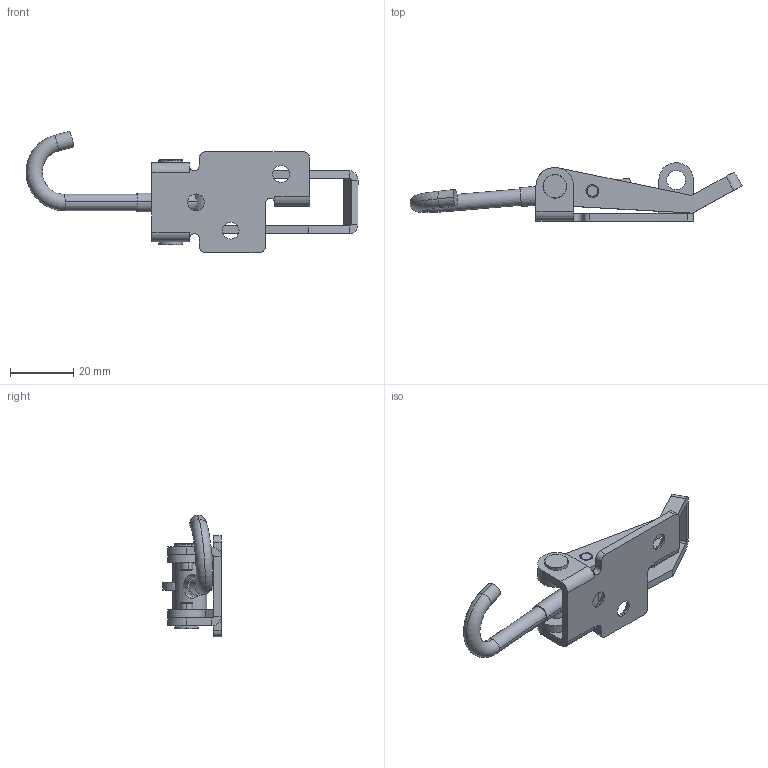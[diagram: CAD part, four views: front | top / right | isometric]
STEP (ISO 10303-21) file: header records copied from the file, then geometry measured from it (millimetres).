
FILE_DESCRIPTION (( 'STEP AP214' ), '1' );
FILE_NAME ('542002 - 702 H LC Stainless.STEP', '2017-02-07T09:59:08', ( '' ), ( '' ), 'SwSTEP 2.0', 'SolidWorks 2015', '' );
FILE_SCHEMA (( 'AUTOMOTIVE_DESIGN' ));
Length unit declared in the file: millimetre
Products named in the file (6): 702 - Ansatsnit; 702 - Bygel; 702 - Platta LC; 542002 - 702 H LC Stainless; 702 - Hake M6; 702 - Rulle
Assembly tree (6 placements, depth 2):
  542002 - 702 H LC Stainless
    702 - Platta LC
    702 - Bygel
    702 - Ansatsnit  x2
    702 - Rulle
    702 - Hake M6
Bounding box: 105.29 x 18.5 x 38.53 mm (x, y, z)
Volume: 10028.9 mm3; surface area: 9857.5 mm2
Topology: 6 solids, 6 shells, 159 faces, 356 edges, 216 vertices
Faces by surface type: cylinder 70, plane 65, cone 18, torus 6
Entity records: 4502 total; most frequent: CARTESIAN_POINT 826, DIRECTION 782, ORIENTED_EDGE 660, EDGE_CURVE 330, AXIS2_PLACEMENT_3D 302, VERTEX_POINT 200, VECTOR 178, LINE 178
